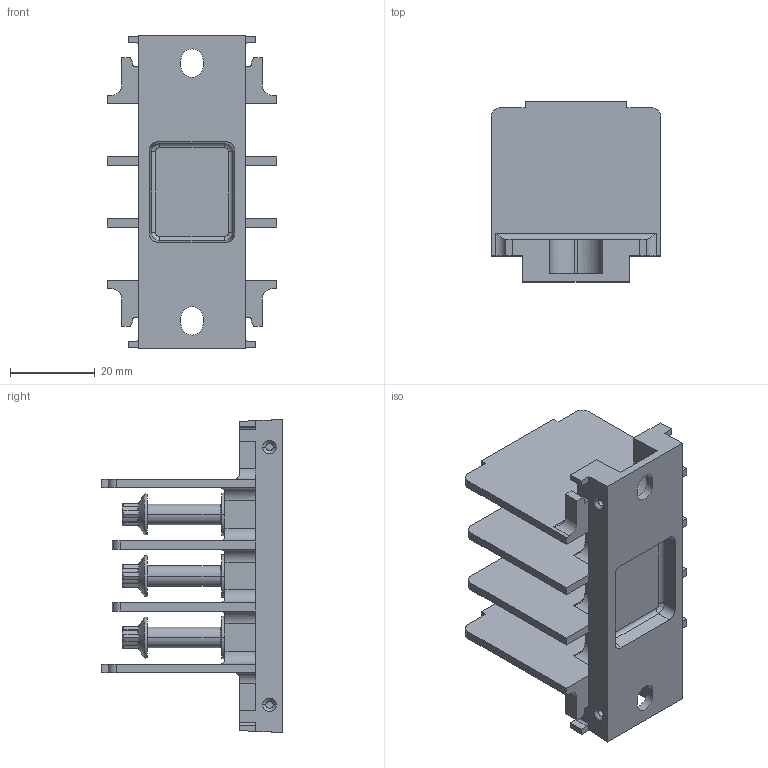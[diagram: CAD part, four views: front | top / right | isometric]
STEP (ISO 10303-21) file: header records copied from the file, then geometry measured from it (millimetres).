
FILE_DESCRIPTION((''),'2;1');
FILE_NAME('32405034002','2020-08-27T',('presta_be4'),(''),'CREO PARAMETRIC BY PTC INC, 2018360','CREO PARAMETRIC BY PTC INC, 2018360','');
FILE_SCHEMA(('CONFIG_CONTROL_DESIGN'));
Length unit declared in the file: millimetre
Products named in the file (1): 32405034002
Bounding box: 40 x 42.5 x 73.7 mm (x, y, z)
Volume: 27040.5 mm3; surface area: 19340 mm2
Topology: 1 solids, 1 shells, 367 faces, 998 edges, 648 vertices
Faces by surface type: plane 201, cylinder 108, cone 42, torus 12, bspline 4
Entity records: 12540 total; most frequent: CARTESIAN_POINT 3407, ORIENTED_EDGE 1988, DIRECTION 1784, EDGE_CURVE 994, VERTEX_POINT 648, AXIS2_PLACEMENT_3D 615, VECTOR 554, LINE 554
